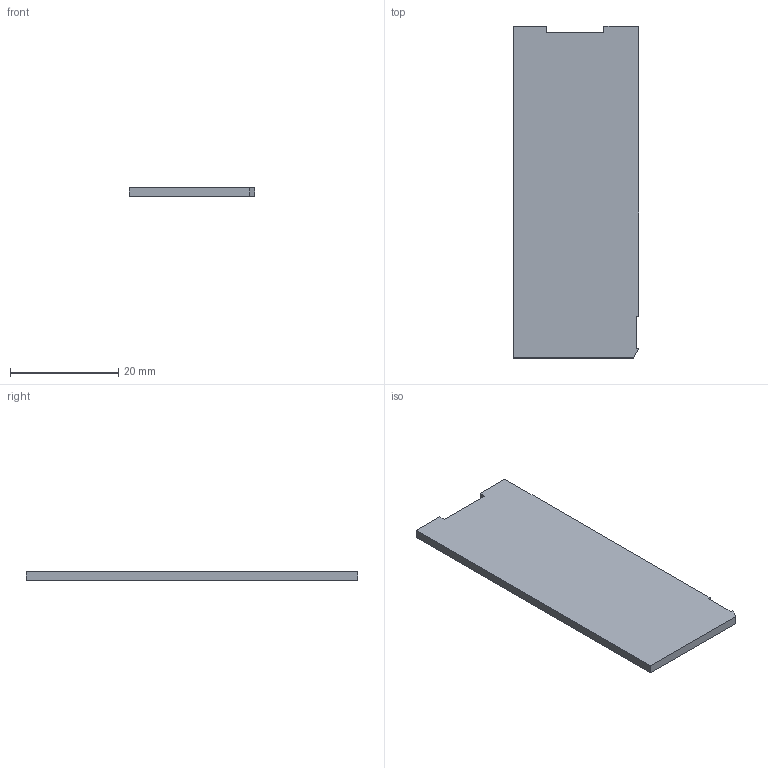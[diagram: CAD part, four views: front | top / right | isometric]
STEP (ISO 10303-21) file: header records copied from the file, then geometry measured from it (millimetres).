
FILE_DESCRIPTION(('KiCad electronic assembly'),'2;1');
FILE_NAME('cover.step','2023-01-01T21:47:36',('Pcbnew'),('Kicad'), 'Open CASCADE STEP processor 7.6','KiCad to STEP converter','Unknown' );
FILE_SCHEMA(('AUTOMOTIVE_DESIGN { 1 0 10303 214 1 1 1 1 }'));
Length unit declared in the file: millimetre
Products named in the file (2): cover 1; _autosave-cover PCB
Assembly tree (1 placements, depth 2):
  cover 1
    _autosave-cover PCB
Bounding box: 23.16 x 61.23 x 1.6 mm (x, y, z)
Volume: 2239.5 mm3; surface area: 3073.6 mm2
Topology: 1 solids, 1 shells, 15 faces, 39 edges, 26 vertices
Faces by surface type: plane 15
Entity records: 1007 total; most frequent: CARTESIAN_POINT 160, DIRECTION 151, LINE 117, VECTOR 117, ORIENTED_EDGE 78, PCURVE 78, DEFINITIONAL_REPRESENTATION 78, EDGE_CURVE 39
